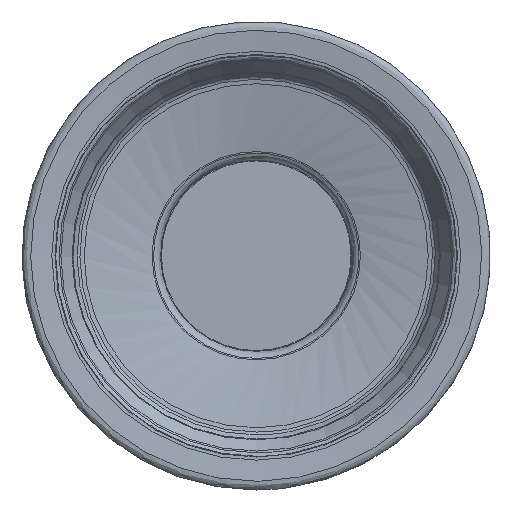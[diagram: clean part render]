
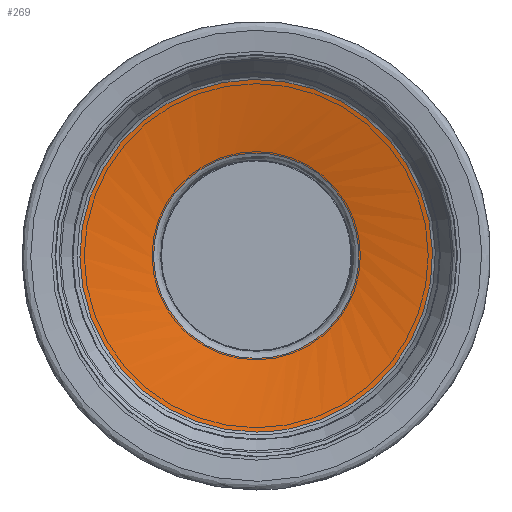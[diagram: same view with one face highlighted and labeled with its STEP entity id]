
A CAD part, left-side view. The second image highlights one B-rep face of the part: STEP entity #269.
In plain terms, the highlighted face is a revolution surface.
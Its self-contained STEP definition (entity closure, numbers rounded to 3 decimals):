
#34=LINE('',#907,#40);
#40=VECTOR('',#763,3.504);
#57=SURFACE_OF_REVOLUTION('',#34,#75);
#75=AXIS1_PLACEMENT('',#908,#764);
#269=ADVANCED_FACE('',(#334,#335),#57,.T.);
#334=FACE_BOUND('',#402,.T.);
#335=FACE_BOUND('',#403,.T.);
#402=EDGE_LOOP('',(#470));
#403=EDGE_LOOP('',(#471));
#470=ORIENTED_EDGE('',*,*,#544,.F.);
#471=ORIENTED_EDGE('',*,*,#543,.T.);
#509=VERTEX_POINT('',#902);
#510=VERTEX_POINT('',#906);
#543=EDGE_CURVE('',#509,#509,#577,.T.);
#544=EDGE_CURVE('',#510,#510,#578,.T.);
#577=CIRCLE('',#632,4.396);
#578=CIRCLE('',#634,7.547);
#632=AXIS2_PLACEMENT_3D('',#901,#756,#757);
#634=AXIS2_PLACEMENT_3D('',#905,#761,#762);
#756=DIRECTION('',(1.,0.,0.));
#757=DIRECTION('',(0.,0.,-1.));
#761=DIRECTION('',(1.,0.,0.));
#762=DIRECTION('',(0.,0.,-1.));
#763=DIRECTION('',(-0.187,-0.956,-0.228));
#764=DIRECTION('',(1.,0.,0.));
#901=CARTESIAN_POINT('',(2.168,0.,0.));
#902=CARTESIAN_POINT('',(2.168,0.,-4.396));
#905=CARTESIAN_POINT('',(1.514,0.,0.));
#906=CARTESIAN_POINT('',(1.514,0.,-7.547));
#907=CARTESIAN_POINT('',(2.168,-4.176,1.375));
#908=CARTESIAN_POINT('',(12.,0.,0.));
